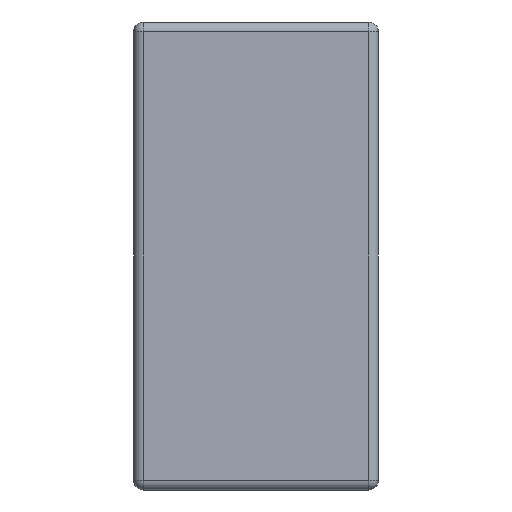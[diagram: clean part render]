
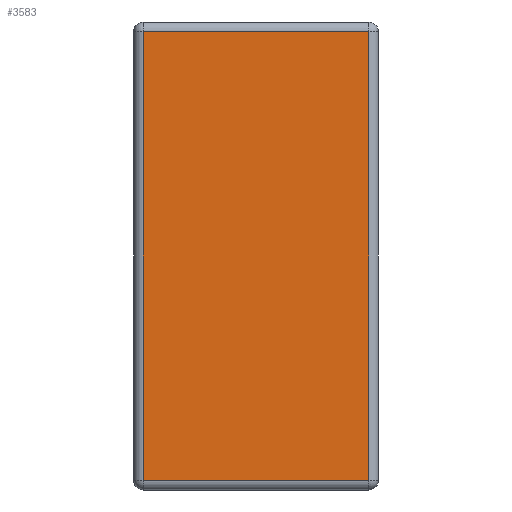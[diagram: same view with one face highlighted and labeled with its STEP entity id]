
A CAD part, left-side view. The second image highlights one B-rep face of the part: STEP entity #3583.
In plain terms, the highlighted planar face has unit normal (-1, 0, 0).
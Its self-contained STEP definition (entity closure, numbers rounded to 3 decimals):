
#95 = DIRECTION ( 'NONE',  ( 0., 0., -1. ) ) ;
#141 = DIRECTION ( 'NONE',  ( 0., 0., 1. ) ) ;
#179 = EDGE_CURVE ( 'NONE', #3861, #2302, #414, .T. ) ;
#216 = VECTOR ( 'NONE', #1821, 1000. ) ;
#414 = LINE ( 'NONE', #1465, #691 ) ;
#467 = PLANE ( 'NONE',  #2124 ) ;
#691 = VECTOR ( 'NONE', #4678, 1000. ) ;
#695 = VERTEX_POINT ( 'NONE', #2824 ) ;
#999 = VERTEX_POINT ( 'NONE', #2901 ) ;
#1370 = VECTOR ( 'NONE', #3987, 1000. ) ;
#1465 = CARTESIAN_POINT ( 'NONE',  ( 0., 0.046, 0. ) ) ;
#1821 = DIRECTION ( 'NONE',  ( 0., 1., 0. ) ) ;
#2044 = ORIENTED_EDGE ( 'NONE', *, *, #179, .T. ) ;
#2124 = AXIS2_PLACEMENT_3D ( 'NONE', #3024, #2724, #141 ) ;
#2302 = VERTEX_POINT ( 'NONE', #3168 ) ;
#2355 = CARTESIAN_POINT ( 'NONE',  ( 0., 1.104, -2.2 ) ) ;
#2395 = EDGE_LOOP ( 'NONE', ( #3626, #2044, #2661, #3437 ) ) ;
#2508 = CARTESIAN_POINT ( 'NONE',  ( 0., 0., -2.154 ) ) ;
#2661 = ORIENTED_EDGE ( 'NONE', *, *, #3792, .T. ) ;
#2724 = DIRECTION ( 'NONE',  ( -1., 0., 0. ) ) ;
#2824 = CARTESIAN_POINT ( 'NONE',  ( 0., 1.104, -2.154 ) ) ;
#2901 = CARTESIAN_POINT ( 'NONE',  ( 0., 1.104, -0.046 ) ) ;
#3024 = CARTESIAN_POINT ( 'NONE',  ( 0., 0., 0. ) ) ;
#3168 = CARTESIAN_POINT ( 'NONE',  ( 0., 0.046, -0.046 ) ) ;
#3254 = CARTESIAN_POINT ( 'NONE',  ( 0., 0.046, -2.154 ) ) ;
#3323 = VECTOR ( 'NONE', #95, 1000. ) ;
#3437 = ORIENTED_EDGE ( 'NONE', *, *, #3596, .T. ) ;
#3583 = ADVANCED_FACE ( 'NONE', ( #4447 ), #467, .T. ) ;
#3596 = EDGE_CURVE ( 'NONE', #999, #695, #3985, .T. ) ;
#3626 = ORIENTED_EDGE ( 'NONE', *, *, #4384, .T. ) ;
#3792 = EDGE_CURVE ( 'NONE', #2302, #999, #3997, .T. ) ;
#3861 = VERTEX_POINT ( 'NONE', #3254 ) ;
#3930 = CARTESIAN_POINT ( 'NONE',  ( 0., 1.15, -0.046 ) ) ;
#3985 = LINE ( 'NONE', #2355, #3323 ) ;
#3987 = DIRECTION ( 'NONE',  ( 0., -1., 0. ) ) ;
#3997 = LINE ( 'NONE', #3930, #216 ) ;
#4294 = LINE ( 'NONE', #2508, #1370 ) ;
#4384 = EDGE_CURVE ( 'NONE', #695, #3861, #4294, .T. ) ;
#4447 = FACE_OUTER_BOUND ( 'NONE', #2395, .T. ) ;
#4678 = DIRECTION ( 'NONE',  ( 0., 0., 1. ) ) ;
